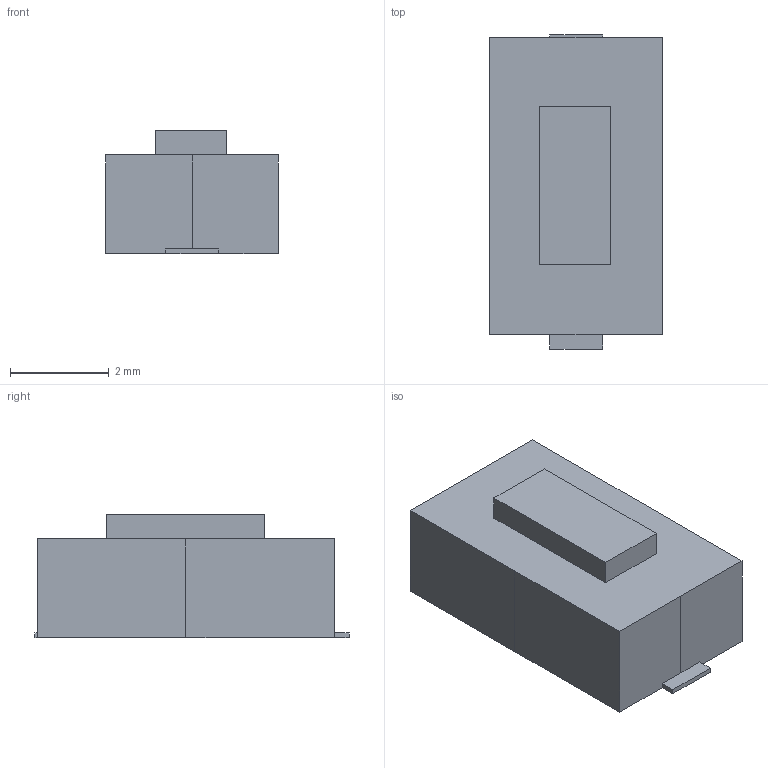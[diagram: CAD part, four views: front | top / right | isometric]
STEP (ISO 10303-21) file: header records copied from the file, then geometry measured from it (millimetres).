
FILE_DESCRIPTION(('FreeCAD Model'),'2;1');
FILE_NAME('Open CASCADE Shape Model','2024-04-26T23:55:45',(''),(''), 'Open CASCADE STEP processor 7.6','FreeCAD','Unknown');
FILE_SCHEMA(('AUTOMOTIVE_DESIGN { 1 0 10303 214 1 1 1 1 }'));
Length unit declared in the file: millimetre
Products named in the file (1): Body
Bounding box: 3.5 x 6.36 x 2.5 mm (x, y, z)
Volume: 44.3 mm3; surface area: 85.5 mm2
Topology: 1 solids, 1 shells, 27 faces, 66 edges, 42 vertices
Faces by surface type: plane 27
Entity records: 794 total; most frequent: CARTESIAN_POINT 136, ORIENTED_EDGE 132, DIRECTION 122, EDGE_CURVE 66, LINE 66, VECTOR 66, VERTEX_POINT 42, AXIS2_PLACEMENT_3D 28
